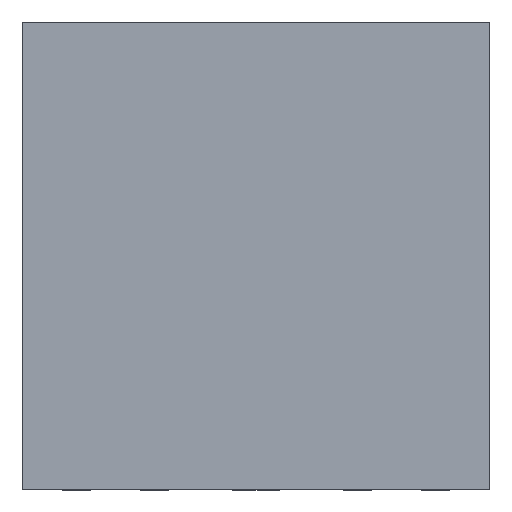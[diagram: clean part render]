
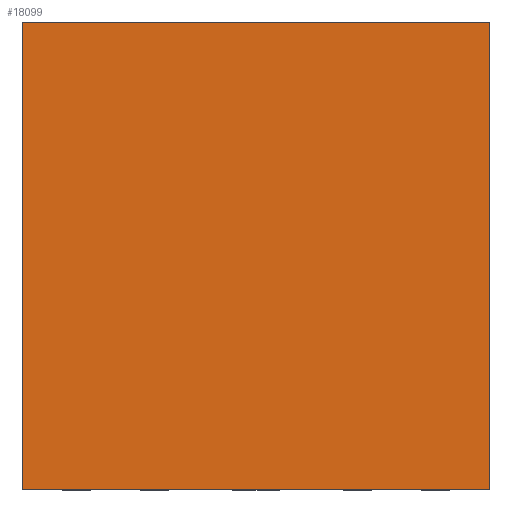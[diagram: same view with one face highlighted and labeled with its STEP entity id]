
A CAD part, top view. The second image highlights one B-rep face of the part: STEP entity #18099.
In plain terms, the highlighted face is planar.
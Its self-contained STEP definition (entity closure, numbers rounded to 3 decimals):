
#13154=DIRECTION('',(1.,0.,0.));
#13155=VECTOR('',#13154,3.);
#13156=CARTESIAN_POINT('',(-1.5,1.975,1.5));
#13157=LINE('',#13156,#13155);
#13161=DIRECTION('',(0.,0.,1.));
#13162=VECTOR('',#13161,3.);
#13163=CARTESIAN_POINT('',(-1.5,1.975,-1.5));
#13164=LINE('',#13163,#13162);
#13168=DIRECTION('',(-1.,0.,0.));
#13169=VECTOR('',#13168,3.);
#13170=CARTESIAN_POINT('',(1.5,1.975,-1.5));
#13171=LINE('',#13170,#13169);
#13175=DIRECTION('',(0.,0.,-1.));
#13176=VECTOR('',#13175,3.);
#13177=CARTESIAN_POINT('',(1.5,1.975,1.5));
#13178=LINE('',#13177,#13176);
#15919=CARTESIAN_POINT('',(-1.5,1.975,1.5));
#15920=CARTESIAN_POINT('',(1.5,1.975,1.5));
#15921=VERTEX_POINT('',#15919);
#15922=VERTEX_POINT('',#15920);
#15923=CARTESIAN_POINT('',(1.5,1.975,-1.5));
#15924=VERTEX_POINT('',#15923);
#15925=CARTESIAN_POINT('',(-1.5,1.975,-1.5));
#15926=VERTEX_POINT('',#15925);
#18087=CARTESIAN_POINT('',(0.,1.975,0.));
#18088=DIRECTION('',(0.,1.,0.));
#18089=DIRECTION('',(1.,0.,0.));
#18090=AXIS2_PLACEMENT_3D('',#18087,#18088,#18089);
#18091=PLANE('',#18090);
#18092=ORIENTED_EDGE('',*,*,#17638,.F.);
#18093=ORIENTED_EDGE('',*,*,#17872,.F.);
#18094=ORIENTED_EDGE('',*,*,#17148,.F.);
#18096=ORIENTED_EDGE('',*,*,#18095,.F.);
#18097=EDGE_LOOP('',(#18092,#18093,#18094,#18096));
#18098=FACE_OUTER_BOUND('',#18097,.F.);
#18099=ADVANCED_FACE('',(#18098),#18091,.T.);
#17148=EDGE_CURVE('',#15924,#15926,#13171,.T.);
#17638=EDGE_CURVE('',#15921,#15922,#13157,.T.);
#17872=EDGE_CURVE('',#15926,#15921,#13164,.T.);
#18095=EDGE_CURVE('',#15922,#15924,#13178,.T.);
